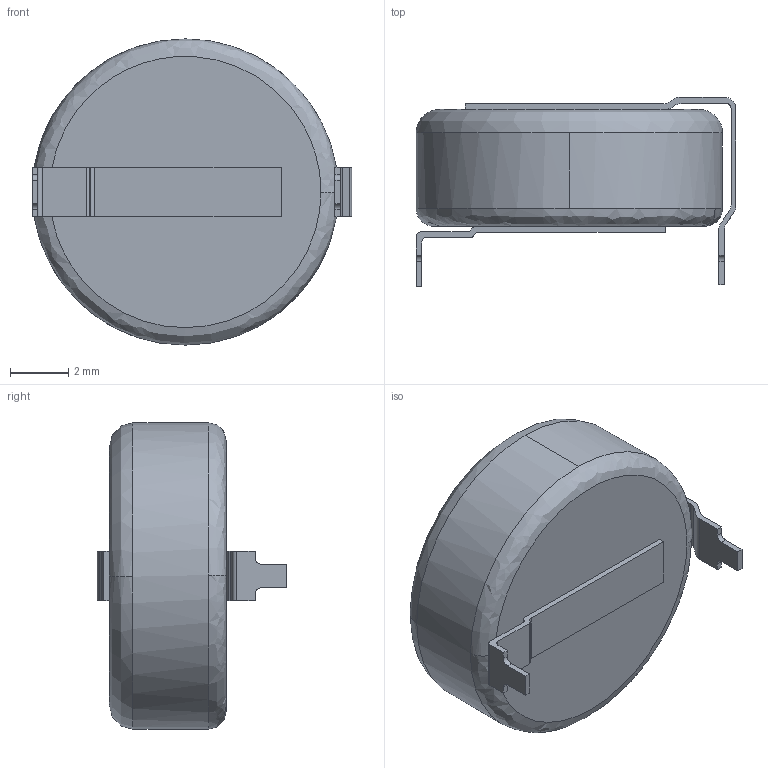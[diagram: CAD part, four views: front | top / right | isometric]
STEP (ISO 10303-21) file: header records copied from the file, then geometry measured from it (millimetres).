
FILE_DESCRIPTION (( 'STEP AP214' ), '1' );
FILE_NAME ('User Library-eecs0hd224h.STEP', '2018-10-24T11:47:35', ( '' ), ( '' ), 'SwSTEP 2.0', 'SolidWorks 2018', '' );
FILE_SCHEMA (( 'AUTOMOTIVE_DESIGN' ));
Length unit declared in the file: millimetre
Products named in the file (1): User Library-eecs0hd224h
Bounding box: 10.96 x 6.49 x 10.5 mm (x, y, z)
Volume: 349.2 mm3; surface area: 359.4 mm2
Topology: 2 solids, 2 shells, 74 faces, 202 edges, 136 vertices
Faces by surface type: plane 44, cylinder 26, bspline 4
Entity records: 3191 total; most frequent: CARTESIAN_POINT 601, ORIENTED_EDGE 404, DIRECTION 396, EDGE_CURVE 202, VERTEX_POINT 136, LINE 134, VECTOR 134, AXIS2_PLACEMENT_3D 131
